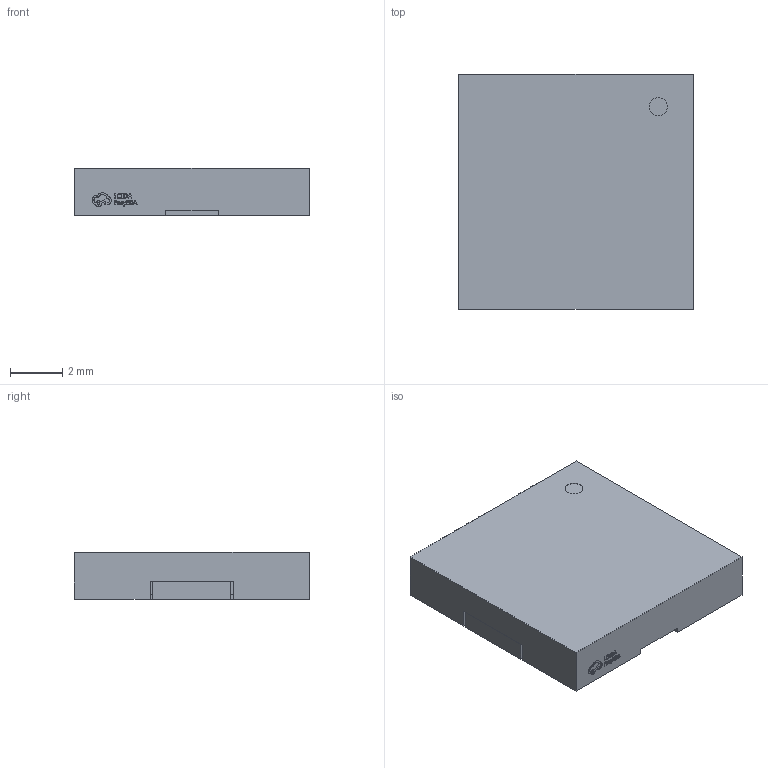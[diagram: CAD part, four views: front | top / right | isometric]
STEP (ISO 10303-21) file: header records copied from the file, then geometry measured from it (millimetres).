
FILE_DESCRIPTION (( 'STEP AP214' ), '1' );
FILE_NAME ('BUZ-SMD_L9.0-W9.0-H1.8.step', '2022-06-24T01:38:36', ( '' ), ( '' ), 'SwSTEP 2.0', 'SolidWorks 2020', '' );
FILE_SCHEMA (( 'AUTOMOTIVE_DESIGN' ));
Length unit declared in the file: millimetre
Products named in the file (1): BUZ-SMD_L9.0-W9.0-H1.8
Bounding box: 9 x 9.01 x 1.81 mm (x, y, z)
Volume: 144.5 mm3; surface area: 244.9 mm2
Topology: 1 solids, 1 shells, 328 faces, 893 edges, 594 vertices
Faces by surface type: plane 214, bspline 112, cylinder 2
Entity records: 15083 total; most frequent: CARTESIAN_POINT 3920, ORIENTED_EDGE 1786, DIRECTION 1103, EDGE_CURVE 893, VECTOR 661, LINE 661, VERTEX_POINT 594, EDGE_LOOP 355
